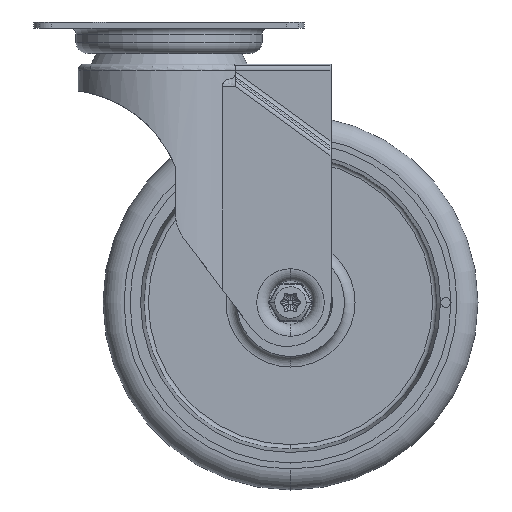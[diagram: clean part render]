
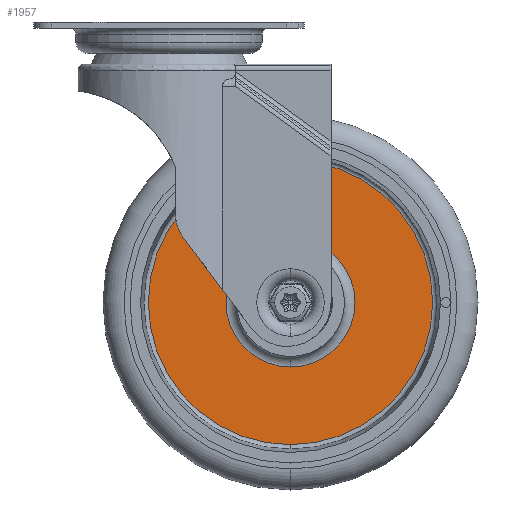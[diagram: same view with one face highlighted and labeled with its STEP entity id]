
A CAD part, front view. The second image highlights one B-rep face of the part: STEP entity #1957.
In plain terms, the highlighted planar face has unit normal (0, -1, 0).
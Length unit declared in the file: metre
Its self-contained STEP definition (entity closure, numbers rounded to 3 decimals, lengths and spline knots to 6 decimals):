
#1957=ADVANCED_FACE('',(#2784,#2785),#2786,.T.);
#2784=FACE_OUTER_BOUND('',#3896,.T.);
#2785=FACE_BOUND('',#3897,.T.);
#2786=PLANE('',#3898);
#3896=EDGE_LOOP('',(#9954,#9955));
#3897=EDGE_LOOP('',(#9956,#9957));
#3898=AXIS2_PLACEMENT_3D('',#9958,#9959,#9960);
#9954=ORIENTED_EDGE('',*,*,#12445,.F.);
#9955=ORIENTED_EDGE('',*,*,#12389,.F.);
#9956=ORIENTED_EDGE('',*,*,#12444,.T.);
#9957=ORIENTED_EDGE('',*,*,#12394,.T.);
#9958=CARTESIAN_POINT('',(0.0,-0.0025,0.034441));
#9959=DIRECTION('',(0.0,-1.0,0.));
#9960=DIRECTION('',(0.0,0.,-1.0));
#12389=EDGE_CURVE('',#13814,#13816,#13817,.T.);
#12394=EDGE_CURVE('',#13820,#13824,#13826,.T.);
#12444=EDGE_CURVE('',#13824,#13820,#13906,.T.);
#12445=EDGE_CURVE('',#13816,#13814,#13907,.T.);
#13814=VERTEX_POINT('',#16996);
#13816=VERTEX_POINT('',#16998);
#13817=CIRCLE('',#16999,0.047382);
#13820=VERTEX_POINT('',#17002);
#13824=VERTEX_POINT('',#17006);
#13826=CIRCLE('',#17008,0.0215);
#13906=CIRCLE('',#17102,0.0215);
#13907=CIRCLE('',#17103,0.047382);
#16996=CARTESIAN_POINT('',(0.,-0.0025,-0.047382));
#16998=CARTESIAN_POINT('',(0.0,-0.0025,0.047382));
#16999=AXIS2_PLACEMENT_3D('',#21353,#21354,#21355);
#17002=CARTESIAN_POINT('',(0.,-0.0025,-0.0215));
#17006=CARTESIAN_POINT('',(0.0,-0.0025,0.0215));
#17008=AXIS2_PLACEMENT_3D('',#21368,#21369,#21370);
#17102=AXIS2_PLACEMENT_3D('',#21490,#21491,#21492);
#17103=AXIS2_PLACEMENT_3D('',#21493,#21494,#21495);
#21353=CARTESIAN_POINT('',(0.0,-0.0025,0.0));
#21354=DIRECTION('',(0.0,1.0,0.0));
#21355=DIRECTION('',(0.0,0.0,1.0));
#21368=CARTESIAN_POINT('',(0.0,-0.0025,0.0));
#21369=DIRECTION('',(0.0,1.0,0.0));
#21370=DIRECTION('',(0.0,0.0,1.0));
#21490=CARTESIAN_POINT('',(0.0,-0.0025,0.0));
#21491=DIRECTION('',(0.0,1.0,0.0));
#21492=DIRECTION('',(0.0,0.0,1.0));
#21493=CARTESIAN_POINT('',(0.0,-0.0025,0.0));
#21494=DIRECTION('',(0.0,1.0,0.0));
#21495=DIRECTION('',(0.0,0.0,1.0));
